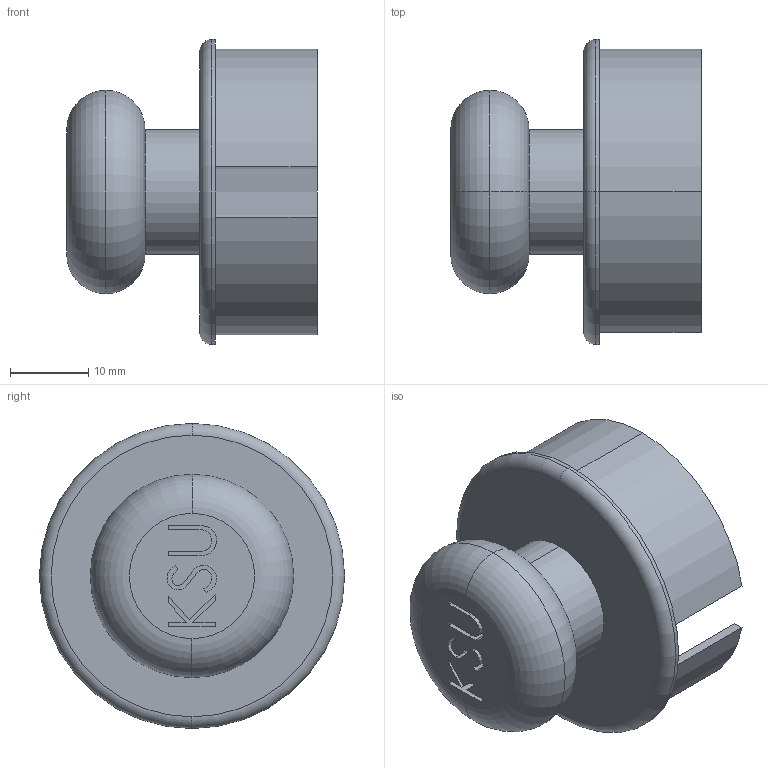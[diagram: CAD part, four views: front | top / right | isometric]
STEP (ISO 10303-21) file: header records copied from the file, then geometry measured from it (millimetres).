
FILE_DESCRIPTION (( 'STEP AP203' ), '1' );
FILE_NAME ('weightcap_Default_sldprt.STEP', '2025-02-12T19:50:26', ( '' ), ( '' ), 'SwSTEP 2.0', 'SolidWorks 2023', '' );
FILE_SCHEMA (( 'CONFIG_CONTROL_DESIGN' ));
Length unit declared in the file: millimetre
Products named in the file (1): weightcap_Default_sldprt
Bounding box: 32 x 39 x 39 mm (x, y, z)
Volume: 9895.7 mm3; surface area: 6919.2 mm2
Topology: 1 solids, 1 shells, 66 faces, 171 edges, 112 vertices
Faces by surface type: plane 28, bspline 22, cylinder 10, torus 6
Entity records: 3080 total; most frequent: CARTESIAN_POINT 1508, ORIENTED_EDGE 342, DIRECTION 249, EDGE_CURVE 171, VERTEX_POINT 112, LINE 95, VECTOR 95, AXIS2_PLACEMENT_3D 77
